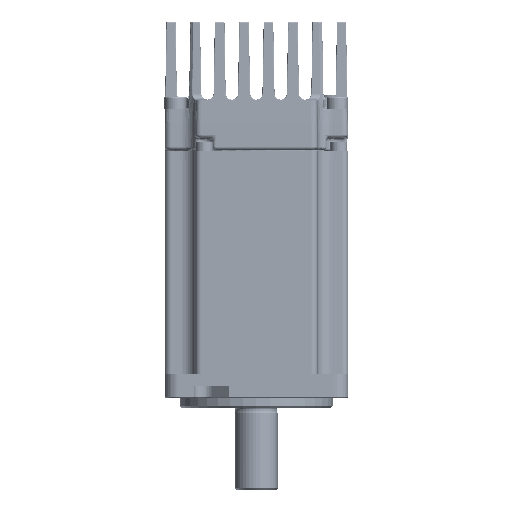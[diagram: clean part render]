
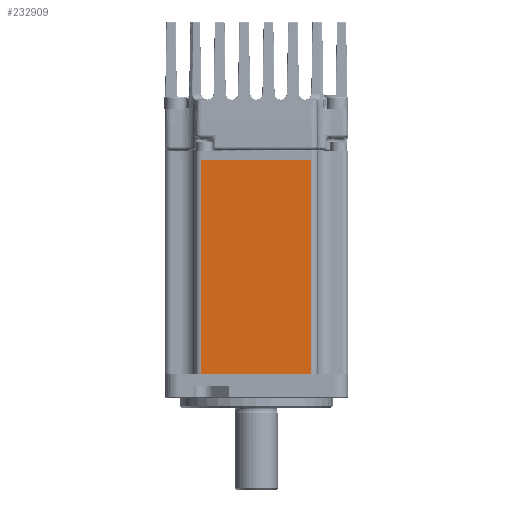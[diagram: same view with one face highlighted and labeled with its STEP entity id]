
A CAD part, front view. The second image highlights one B-rep face of the part: STEP entity #232909.
In plain terms, the highlighted planar face has unit normal (0, -1, 0).
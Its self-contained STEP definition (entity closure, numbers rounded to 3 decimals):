
#4803 = CARTESIAN_POINT ( 'NONE',  ( 5.017, -76.495, 201.5 ) ) ;
#7222 = VECTOR ( 'NONE', #349571, 1000. ) ;
#26104 = CARTESIAN_POINT ( 'NONE',  ( -37.732, -76.495, 131.5 ) ) ;
#49336 = EDGE_CURVE ( 'NONE', #56890, #117055, #209152, .T. ) ;
#56890 = VERTEX_POINT ( 'NONE', #26104 ) ;
#58103 = ORIENTED_EDGE ( 'NONE', *, *, #120799, .F. ) ;
#61824 = VECTOR ( 'NONE', #355115, 1000. ) ;
#63962 = EDGE_CURVE ( 'NONE', #190980, #315533, #68418, .T. ) ;
#64621 = DIRECTION ( 'NONE',  ( 0., 0., -1. ) ) ;
#68418 = LINE ( 'NONE', #4803, #381722 ) ;
#85410 = LINE ( 'NONE', #143503, #7222 ) ;
#86210 = CARTESIAN_POINT ( 'NONE',  ( -1.732, -76.495, 201.5 ) ) ;
#96138 = EDGE_CURVE ( 'NONE', #315533, #117055, #132453, .T. ) ;
#117055 = VERTEX_POINT ( 'NONE', #211214 ) ;
#120799 = EDGE_CURVE ( 'NONE', #56890, #190980, #85410, .T. ) ;
#121910 = CARTESIAN_POINT ( 'NONE',  ( 5.017, -76.495, 131.5 ) ) ;
#129283 = ORIENTED_EDGE ( 'NONE', *, *, #96138, .F. ) ;
#130135 = FACE_OUTER_BOUND ( 'NONE', #240755, .T. ) ;
#132453 = LINE ( 'NONE', #240912, #289246 ) ;
#143503 = CARTESIAN_POINT ( 'NONE',  ( -37.732, -76.495, 201.5 ) ) ;
#169877 = PLANE ( 'NONE',  #220318 ) ;
#171181 = DIRECTION ( 'NONE',  ( 0., 1., 0. ) ) ;
#190980 = VERTEX_POINT ( 'NONE', #343783 ) ;
#209152 = LINE ( 'NONE', #121910, #61824 ) ;
#211214 = CARTESIAN_POINT ( 'NONE',  ( -1.732, -76.495, 131.5 ) ) ;
#220318 = AXIS2_PLACEMENT_3D ( 'NONE', #347548, #171181, #377170 ) ;
#232909 = ADVANCED_FACE ( 'NONE', ( #130135 ), #169877, .F. ) ;
#240755 = EDGE_LOOP ( 'NONE', ( #58103, #272043, #129283, #320100 ) ) ;
#240912 = CARTESIAN_POINT ( 'NONE',  ( -1.732, -76.495, 201.5 ) ) ;
#272043 = ORIENTED_EDGE ( 'NONE', *, *, #49336, .T. ) ;
#289246 = VECTOR ( 'NONE', #64621, 1000. ) ;
#315533 = VERTEX_POINT ( 'NONE', #86210 ) ;
#320100 = ORIENTED_EDGE ( 'NONE', *, *, #63962, .F. ) ;
#343783 = CARTESIAN_POINT ( 'NONE',  ( -37.732, -76.495, 201.5 ) ) ;
#347548 = CARTESIAN_POINT ( 'NONE',  ( -39.732, -76.495, 201.5 ) ) ;
#349571 = DIRECTION ( 'NONE',  ( 0., 0., 1. ) ) ;
#355115 = DIRECTION ( 'NONE',  ( 1., 0., 0. ) ) ;
#358567 = DIRECTION ( 'NONE',  ( 1., 0., 0. ) ) ;
#377170 = DIRECTION ( 'NONE',  ( -1., 0., 0. ) ) ;
#381722 = VECTOR ( 'NONE', #358567, 1000. ) ;
